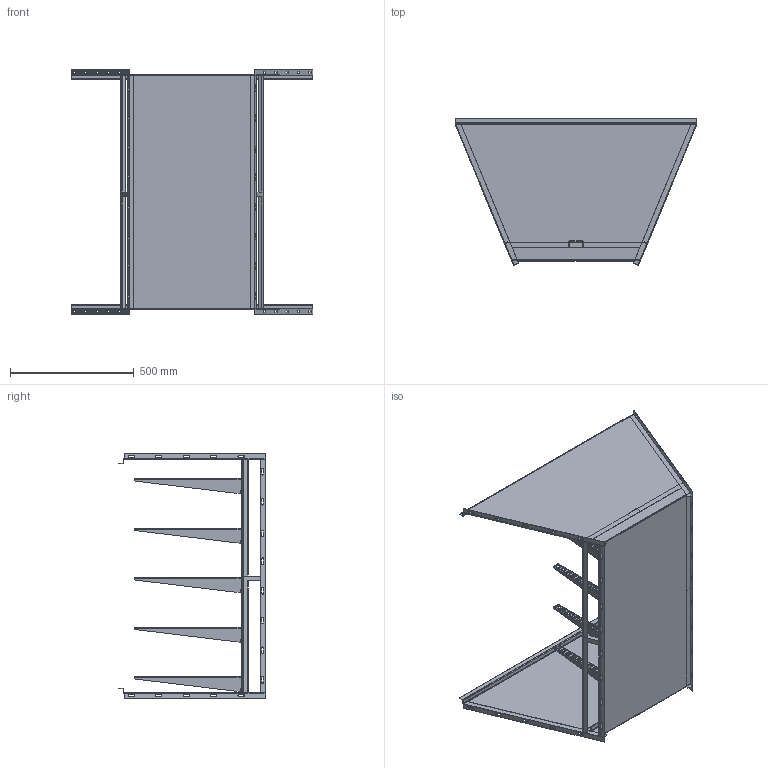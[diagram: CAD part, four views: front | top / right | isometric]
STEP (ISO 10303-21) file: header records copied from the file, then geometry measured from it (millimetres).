
FILE_DESCRIPTION(('STEP AP203'), '1');
FILE_NAME('ﾊﾊﾁ-ﾓﾃﾍ-0,95-0,6', '', ('UNSPECIFIED'), ('UNSPECIFIED'), 'ASCON STEP Converter 1.6', 'ASCON Math Kernel', '');
FILE_SCHEMA(('CONFIG_CONTROL_DESIGN'));
Length unit declared in the file: millimetre
Assembly tree (9 placements, depth 2):
  (unnamed)
    (unnamed)  x9
Bounding box: 976.8 x 592.57 x 988 mm (x, y, z)
Volume: 2855647 mm3; surface area: 4191215.6 mm2
Topology: 15 solids, 15 shells, 1468 faces, 4220 edges, 2778 vertices
Faces by surface type: plane 980, cylinder 488
Entity records: 28714 total; most frequent: CARTESIAN_POINT 4186, ORIENTED_EDGE 4088, DIRECTION 3856, EDGE_CURVE 2044, LINE 1632, VECTOR 1632, VERTEX_POINT 1338, AXIS2_PLACEMENT_3D 1112
